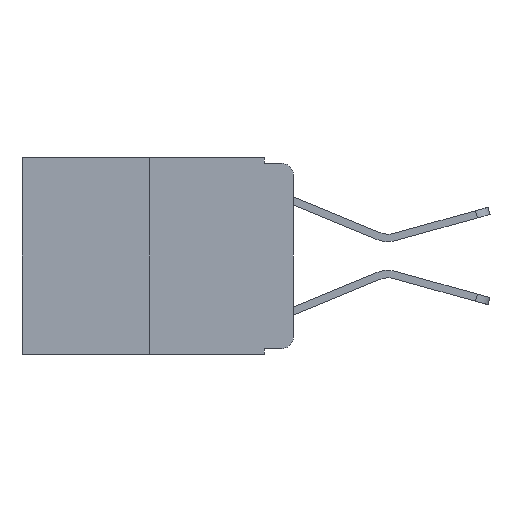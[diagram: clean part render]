
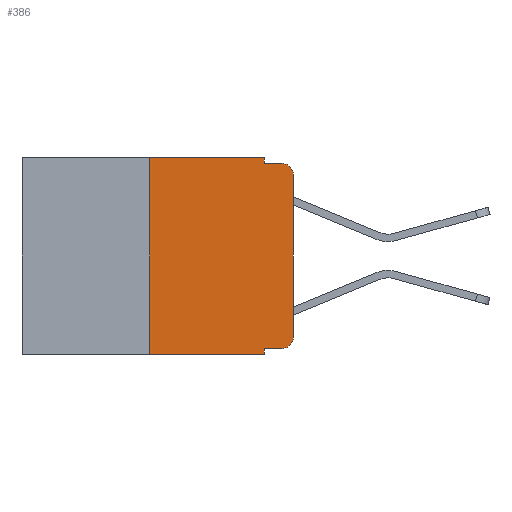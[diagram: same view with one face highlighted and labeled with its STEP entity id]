
A CAD part, left-side view. The second image highlights one B-rep face of the part: STEP entity #386.
In plain terms, the highlighted planar face has unit normal (-1, 0, 0).
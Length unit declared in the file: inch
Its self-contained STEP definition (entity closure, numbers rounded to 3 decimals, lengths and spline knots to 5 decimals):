
#168 = LINE ( 'NONE', #5674, #3759 ) ;
#233 = VERTEX_POINT ( 'NONE', #7612 ) ;
#386 = ADVANCED_FACE ( 'NONE', ( #15783 ), #7124, .F. ) ;
#391 = LINE ( 'NONE', #21212, #13909 ) ;
#712 = LINE ( 'NONE', #21166, #5883 ) ;
#1128 = LINE ( 'NONE', #8024, #5236 ) ;
#1802 = VERTEX_POINT ( 'NONE', #15441 ) ;
#1905 = ORIENTED_EDGE ( 'NONE', *, *, #9179, .F. ) ;
#2137 = EDGE_LOOP ( 'NONE', ( #10355, #18045, #8756, #17023, #7681, #15452, #14408, #1905, #16903, #10966 ) ) ;
#2423 = CARTESIAN_POINT ( 'NONE',  ( 0., 0.051, -0.343 ) ) ;
#2478 = VERTEX_POINT ( 'NONE', #5193 ) ;
#3759 = VECTOR ( 'NONE', #15633, 39.37008 ) ;
#3829 = DIRECTION ( 'NONE',  ( -1., 0., 0. ) ) ;
#4435 = AXIS2_PLACEMENT_3D ( 'NONE', #8016, #10271, #16929 ) ;
#4484 = CIRCLE ( 'NONE', #20731, 0.02 ) ;
#4810 = CARTESIAN_POINT ( 'NONE',  ( 0., 0.051, -0.333 ) ) ;
#5084 = EDGE_CURVE ( 'NONE', #2478, #1802, #4484, .T. ) ;
#5193 = CARTESIAN_POINT ( 'NONE',  ( 0., 0.02, -0.333 ) ) ;
#5236 = VECTOR ( 'NONE', #17934, 39.37008 ) ;
#5512 = VECTOR ( 'NONE', #15619, 39.37008 ) ;
#5674 = CARTESIAN_POINT ( 'NONE',  ( 0., 0.473, 0. ) ) ;
#5883 = VECTOR ( 'NONE', #11360, 39.37008 ) ;
#5968 = EDGE_CURVE ( 'NONE', #11026, #9338, #21043, .T. ) ;
#6052 = LINE ( 'NONE', #13934, #5512 ) ;
#6145 = VECTOR ( 'NONE', #21579, 39.37008 ) ;
#6678 = CARTESIAN_POINT ( 'NONE',  ( 0., 0.051, 0. ) ) ;
#7124 = PLANE ( 'NONE',  #16595 ) ;
#7612 = CARTESIAN_POINT ( 'NONE',  ( 0., 0.25, -0.343 ) ) ;
#7681 = ORIENTED_EDGE ( 'NONE', *, *, #18923, .F. ) ;
#8016 = CARTESIAN_POINT ( 'NONE',  ( 0., 0.02, -0.03 ) ) ;
#8024 = CARTESIAN_POINT ( 'NONE',  ( 0., 0.473, -0.343 ) ) ;
#8037 = DIRECTION ( 'NONE',  ( 0., 0., 1. ) ) ;
#8165 = DIRECTION ( 'NONE',  ( 0., 0., -1. ) ) ;
#8241 = VECTOR ( 'NONE', #10845, 39.37008 ) ;
#8301 = LINE ( 'NONE', #21330, #16580 ) ;
#8756 = ORIENTED_EDGE ( 'NONE', *, *, #13068, .F. ) ;
#9179 = EDGE_CURVE ( 'NONE', #19897, #21393, #8301, .T. ) ;
#9181 = VERTEX_POINT ( 'NONE', #14821 ) ;
#9184 = CARTESIAN_POINT ( 'NONE',  ( 0., 0.051, 0. ) ) ;
#9338 = VERTEX_POINT ( 'NONE', #10322 ) ;
#10144 = CARTESIAN_POINT ( 'NONE',  ( 0., 0.25, 0. ) ) ;
#10271 = DIRECTION ( 'NONE',  ( -1., 0., 0. ) ) ;
#10322 = CARTESIAN_POINT ( 'NONE',  ( 0., 0.02, -0.01 ) ) ;
#10355 = ORIENTED_EDGE ( 'NONE', *, *, #13757, .T. ) ;
#10593 = CARTESIAN_POINT ( 'NONE',  ( 0., 0., -0.03 ) ) ;
#10639 = LINE ( 'NONE', #10144, #6145 ) ;
#10845 = DIRECTION ( 'NONE',  ( 0., 0., -1. ) ) ;
#10966 = ORIENTED_EDGE ( 'NONE', *, *, #5084, .T. ) ;
#11026 = VERTEX_POINT ( 'NONE', #10593 ) ;
#11360 = DIRECTION ( 'NONE',  ( 0., -1., 0. ) ) ;
#11511 = VERTEX_POINT ( 'NONE', #11854 ) ;
#11854 = CARTESIAN_POINT ( 'NONE',  ( 0., 0.051, -0.01 ) ) ;
#13068 = EDGE_CURVE ( 'NONE', #11511, #9338, #712, .T. ) ;
#13255 = EDGE_CURVE ( 'NONE', #233, #9181, #10639, .T. ) ;
#13757 = EDGE_CURVE ( 'NONE', #1802, #11026, #391, .T. ) ;
#13909 = VECTOR ( 'NONE', #8037, 39.37008 ) ;
#13934 = CARTESIAN_POINT ( 'NONE',  ( 0., 0.051, -0.333 ) ) ;
#14408 = ORIENTED_EDGE ( 'NONE', *, *, #15708, .T. ) ;
#14821 = CARTESIAN_POINT ( 'NONE',  ( 0., 0.25, 0. ) ) ;
#14987 = CARTESIAN_POINT ( 'NONE',  ( 0., 0.473, 0. ) ) ;
#15441 = CARTESIAN_POINT ( 'NONE',  ( 0., 0., -0.313 ) ) ;
#15452 = ORIENTED_EDGE ( 'NONE', *, *, #13255, .F. ) ;
#15619 = DIRECTION ( 'NONE',  ( 0., -1., 0. ) ) ;
#15633 = DIRECTION ( 'NONE',  ( 0., -1., 0. ) ) ;
#15659 = DIRECTION ( 'NONE',  ( 1., 0., 0. ) ) ;
#15708 = EDGE_CURVE ( 'NONE', #233, #21393, #1128, .T. ) ;
#15783 = FACE_OUTER_BOUND ( 'NONE', #2137, .T. ) ;
#16580 = VECTOR ( 'NONE', #19800, 39.37008 ) ;
#16595 = AXIS2_PLACEMENT_3D ( 'NONE', #14987, #15659, #17902 ) ;
#16903 = ORIENTED_EDGE ( 'NONE', *, *, #21295, .T. ) ;
#16929 = DIRECTION ( 'NONE',  ( 0., 0., -1. ) ) ;
#17023 = ORIENTED_EDGE ( 'NONE', *, *, #20240, .F. ) ;
#17902 = DIRECTION ( 'NONE',  ( 0., 0., -1. ) ) ;
#17934 = DIRECTION ( 'NONE',  ( 0., -1., 0. ) ) ;
#18045 = ORIENTED_EDGE ( 'NONE', *, *, #5968, .T. ) ;
#18272 = VERTEX_POINT ( 'NONE', #6678 ) ;
#18923 = EDGE_CURVE ( 'NONE', #9181, #18272, #168, .T. ) ;
#19004 = CARTESIAN_POINT ( 'NONE',  ( 0., 0.02, -0.313 ) ) ;
#19800 = DIRECTION ( 'NONE',  ( 0., 0., -1. ) ) ;
#19897 = VERTEX_POINT ( 'NONE', #4810 ) ;
#20240 = EDGE_CURVE ( 'NONE', #18272, #11511, #21358, .T. ) ;
#20731 = AXIS2_PLACEMENT_3D ( 'NONE', #19004, #3829, #8165 ) ;
#21043 = CIRCLE ( 'NONE', #4435, 0.02 ) ;
#21166 = CARTESIAN_POINT ( 'NONE',  ( 0., 0.051, -0.01 ) ) ;
#21212 = CARTESIAN_POINT ( 'NONE',  ( 0., 0., 0. ) ) ;
#21295 = EDGE_CURVE ( 'NONE', #19897, #2478, #6052, .T. ) ;
#21330 = CARTESIAN_POINT ( 'NONE',  ( 0., 0.051, 0. ) ) ;
#21358 = LINE ( 'NONE', #9184, #8241 ) ;
#21393 = VERTEX_POINT ( 'NONE', #2423 ) ;
#21579 = DIRECTION ( 'NONE',  ( 0., 0., 1. ) ) ;
